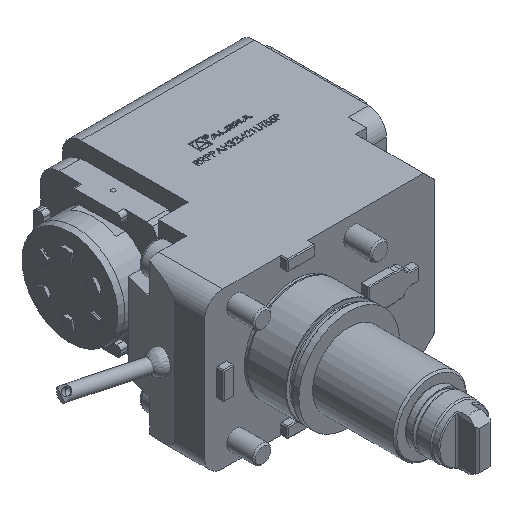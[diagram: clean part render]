
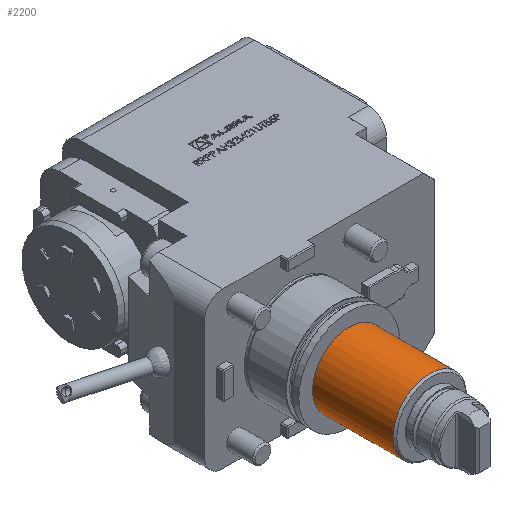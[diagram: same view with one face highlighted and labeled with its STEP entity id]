
A CAD part, isometric view. The second image highlights one B-rep face of the part: STEP entity #2200.
In plain terms, the highlighted cylindrical face has radius 20 mm (diameter 40 mm), a full revolution.
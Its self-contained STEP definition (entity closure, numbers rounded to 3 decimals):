
#654 = EDGE_CURVE ( 'NONE', #28602, #28602, #3228, .T. ) ;
#2200 = ADVANCED_FACE ( 'Defeature completata2_51', ( #6987, #16509 ), #26120, .T. ) ;
#2249 = EDGE_LOOP ( 'NONE', ( #19520 ) ) ;
#3228 = CIRCLE ( 'NONE', #9774, 20. ) ;
#4915 = ORIENTED_EDGE ( 'NONE', *, *, #11560, .T. ) ;
#6462 = CARTESIAN_POINT ( 'NONE',  ( 0., 1., -20. ) ) ;
#6987 = FACE_OUTER_BOUND ( 'NONE', #2249, .T. ) ;
#7703 = CIRCLE ( 'NONE', #20717, 20. ) ;
#9774 = AXIS2_PLACEMENT_3D ( 'NONE', #20826, #26007, #28202 ) ;
#9967 = CARTESIAN_POINT ( 'NONE',  ( 0., 45., -20. ) ) ;
#10855 = AXIS2_PLACEMENT_3D ( 'NONE', #19189, #28794, #19032 ) ;
#11560 = EDGE_CURVE ( 'NONE', #14419, #14419, #7703, .T. ) ;
#14419 = VERTEX_POINT ( 'NONE', #9967 ) ;
#14732 = CARTESIAN_POINT ( 'NONE',  ( 0., 45., 0. ) ) ;
#16509 = FACE_OUTER_BOUND ( 'NONE', #18423, .T. ) ;
#17421 = DIRECTION ( 'NONE',  ( 0., 0., -1. ) ) ;
#18423 = EDGE_LOOP ( 'NONE', ( #4915 ) ) ;
#19032 = DIRECTION ( 'NONE',  ( 0., 0., -1. ) ) ;
#19189 = CARTESIAN_POINT ( 'NONE',  ( 0., 0., 0. ) ) ;
#19520 = ORIENTED_EDGE ( 'NONE', *, *, #654, .F. ) ;
#20717 = AXIS2_PLACEMENT_3D ( 'NONE', #14732, #28349, #17421 ) ;
#20826 = CARTESIAN_POINT ( 'NONE',  ( 0., 1., 0. ) ) ;
#26007 = DIRECTION ( 'NONE',  ( 0., -1., 0. ) ) ;
#26120 = CYLINDRICAL_SURFACE ( 'NONE', #10855, 20. ) ;
#28202 = DIRECTION ( 'NONE',  ( 0., 0., -1. ) ) ;
#28349 = DIRECTION ( 'NONE',  ( 0., -1., 0. ) ) ;
#28602 = VERTEX_POINT ( 'NONE', #6462 ) ;
#28794 = DIRECTION ( 'NONE',  ( 0., -1., 0. ) ) ;
